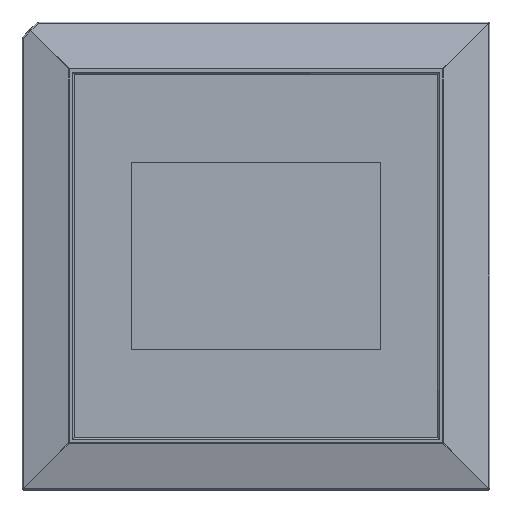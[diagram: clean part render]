
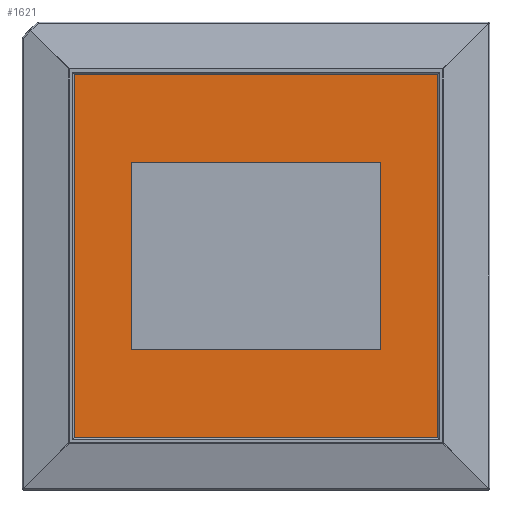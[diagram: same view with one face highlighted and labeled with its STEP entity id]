
A CAD part, top view. The second image highlights one B-rep face of the part: STEP entity #1621.
In plain terms, the highlighted planar face has unit normal (0, 0, 1).
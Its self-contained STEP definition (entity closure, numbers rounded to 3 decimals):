
#348=PLANE('',#1879);
#413=FACE_OUTER_BOUND('',#542,.T.);
#542=EDGE_LOOP('',(#1381,#1382,#1383,#1384));
#625=LINE('',#2605,#701);
#628=LINE('',#2610,#704);
#678=LINE('',#2808,#754);
#679=LINE('',#2810,#755);
#701=VECTOR('',#2041,10.);
#704=VECTOR('',#2046,10.);
#754=VECTOR('',#2294,10.);
#755=VECTOR('',#2297,10.);
#776=VERTEX_POINT('',#2602);
#777=VERTEX_POINT('',#2604);
#778=VERTEX_POINT('',#2608);
#827=VERTEX_POINT('',#2806);
#975=EDGE_CURVE('',#776,#777,#625,.T.);
#978=EDGE_CURVE('',#778,#776,#628,.T.);
#1076=EDGE_CURVE('',#827,#778,#678,.T.);
#1077=EDGE_CURVE('',#777,#827,#679,.T.);
#1381=ORIENTED_EDGE('',*,*,#975,.F.);
#1382=ORIENTED_EDGE('',*,*,#978,.F.);
#1383=ORIENTED_EDGE('',*,*,#1076,.F.);
#1384=ORIENTED_EDGE('',*,*,#1077,.F.);
#1621=ADVANCED_FACE('',(#413),#348,.F.);
#1879=AXIS2_PLACEMENT_3D('',#2811,#2298,#2299);
#2041=DIRECTION('',(0.,-1.,0.));
#2046=DIRECTION('',(1.,0.,0.));
#2294=DIRECTION('',(0.,1.,0.));
#2297=DIRECTION('',(-1.,0.,0.));
#2298=DIRECTION('center_axis',(0.,0.,-1.));
#2299=DIRECTION('ref_axis',(-1.,0.,0.));
#2602=CARTESIAN_POINT('',(3.5,3.5,0.5));
#2604=CARTESIAN_POINT('',(3.5,-3.5,0.5));
#2605=CARTESIAN_POINT('',(3.5,-3.5,0.5));
#2608=CARTESIAN_POINT('',(-3.5,3.5,0.5));
#2610=CARTESIAN_POINT('',(3.5,3.5,0.5));
#2806=CARTESIAN_POINT('',(-3.5,-3.5,0.5));
#2808=CARTESIAN_POINT('',(-3.5,3.5,0.5));
#2810=CARTESIAN_POINT('',(-3.5,-3.5,0.5));
#2811=CARTESIAN_POINT('Origin',(0.,0.,0.5));
